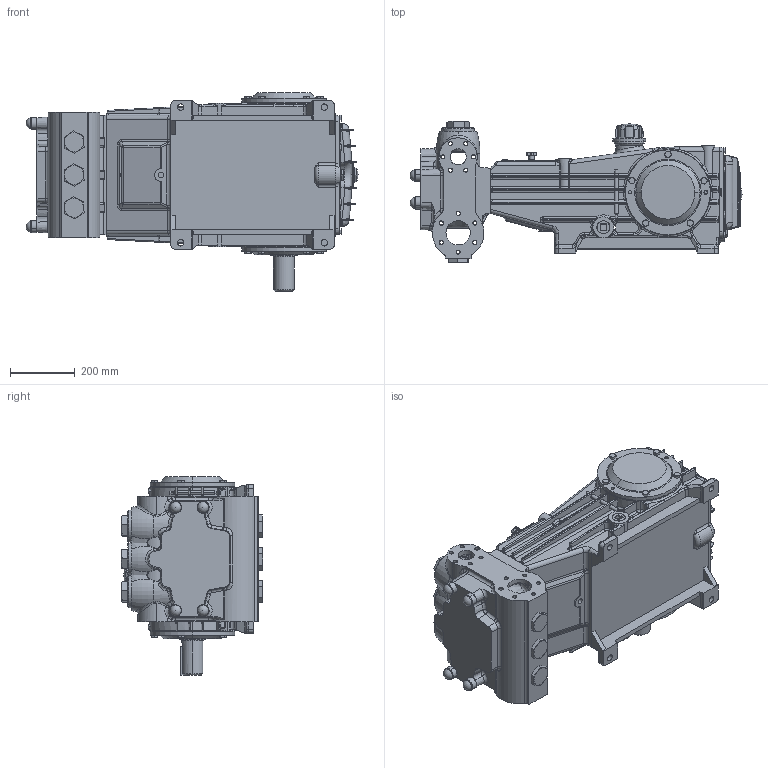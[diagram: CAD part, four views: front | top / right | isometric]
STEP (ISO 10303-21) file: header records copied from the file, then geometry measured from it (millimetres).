
FILE_DESCRIPTION (( 'STEP AP203' ), '1' );
FILE_NAME ('PP14528.STEP', '2016-04-28T17:22:15', ( 'IT' ), ( 'Microsoft' ), 'SwSTEP 2.0', 'SolidWorks 2016', '' );
FILE_SCHEMA (( 'CONFIG_CONTROL_DESIGN' ));
Products named in the file (1): PP14528
Bounding box: 1028.29 x 437 x 614.52 mm (x, y, z)
Surface area: 2474682.2 mm2 (no closed solid volume)
Topology: 0 solids, 70 shells, 2070 faces, 5812 edges, 3669 vertices
Faces by surface type: cylinder 674, plane 566, bspline 309, cone 241, torus 219, sphere 61
Entity records: 88592 total; most frequent: CARTESIAN_POINT 38310, DIRECTION 10399, ORIENTED_EDGE 10148, EDGE_CURVE 5733, AXIS2_PLACEMENT_3D 4165, VERTEX_POINT 3658, CIRCLE 2403, EDGE_LOOP 2288
